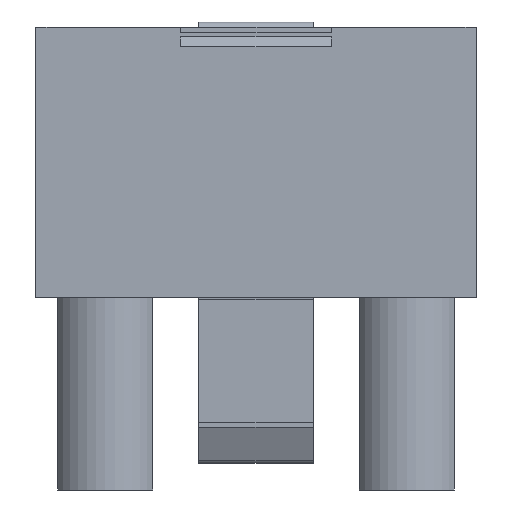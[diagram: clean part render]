
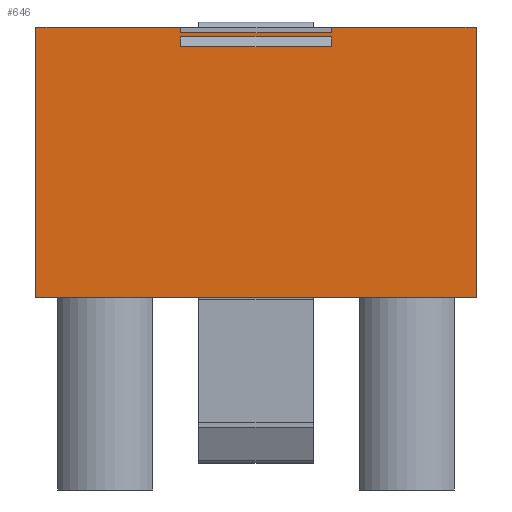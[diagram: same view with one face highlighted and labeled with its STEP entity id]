
A CAD part, front view. The second image highlights one B-rep face of the part: STEP entity #646.
In plain terms, the highlighted planar face has unit normal (0, -1, 0).
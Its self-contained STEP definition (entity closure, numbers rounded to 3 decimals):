
#571=AXIS2_PLACEMENT_3D('Plane Axis2P3D',#568,#569,#570) ;
#36=CARTESIAN_POINT('Line Origine',(18.585,0.5,23.375)) ;
#40=CARTESIAN_POINT('Vertex',(22.24,0.5,23.375)) ;
#42=CARTESIAN_POINT('Vertex',(14.93,0.5,23.375)) ;
#119=CARTESIAN_POINT('Vertex',(0.,0.5,23.375)) ;
#122=CARTESIAN_POINT('Line Origine',(3.655,0.5,23.375)) ;
#126=CARTESIAN_POINT('Vertex',(7.31,0.5,23.375)) ;
#366=CARTESIAN_POINT('Vertex',(22.24,0.5,9.75)) ;
#369=CARTESIAN_POINT('Line Origine',(11.12,0.5,9.75)) ;
#373=CARTESIAN_POINT('Vertex',(0.,0.5,9.75)) ;
#568=CARTESIAN_POINT('Axis2P3D Location',(0.,0.5,23.375)) ;
#573=CARTESIAN_POINT('Line Origine',(0.,0.5,16.563)) ;
#578=CARTESIAN_POINT('Line Origine',(22.24,0.5,16.563)) ;
#583=CARTESIAN_POINT('Line Origine',(14.93,0.5,23.238)) ;
#587=CARTESIAN_POINT('Vertex',(14.93,0.5,23.1)) ;
#590=CARTESIAN_POINT('Line Origine',(11.12,0.5,23.1)) ;
#594=CARTESIAN_POINT('Vertex',(7.31,0.5,23.1)) ;
#597=CARTESIAN_POINT('Line Origine',(7.31,0.5,23.238)) ;
#612=CARTESIAN_POINT('Line Origine',(11.12,0.5,22.9)) ;
#616=CARTESIAN_POINT('Vertex',(7.31,0.5,22.9)) ;
#618=CARTESIAN_POINT('Vertex',(14.93,0.5,22.9)) ;
#621=CARTESIAN_POINT('Line Origine',(14.93,0.5,22.65)) ;
#625=CARTESIAN_POINT('Vertex',(14.93,0.5,22.4)) ;
#628=CARTESIAN_POINT('Line Origine',(11.12,0.5,22.4)) ;
#632=CARTESIAN_POINT('Vertex',(7.31,0.5,22.4)) ;
#635=CARTESIAN_POINT('Line Origine',(7.31,0.5,22.65)) ;
#37=DIRECTION('Vector Direction',(1.,0.,0.)) ;
#123=DIRECTION('Vector Direction',(1.,0.,0.)) ;
#370=DIRECTION('Vector Direction',(1.,0.,0.)) ;
#569=DIRECTION('Axis2P3D Direction',(0.,-1.,0.)) ;
#570=DIRECTION('Axis2P3D XDirection',(0.,0.,-1.)) ;
#574=DIRECTION('Vector Direction',(0.,0.,-1.)) ;
#579=DIRECTION('Vector Direction',(0.,0.,-1.)) ;
#584=DIRECTION('Vector Direction',(0.,0.,-1.)) ;
#591=DIRECTION('Vector Direction',(-1.,0.,0.)) ;
#598=DIRECTION('Vector Direction',(0.,0.,-1.)) ;
#613=DIRECTION('Vector Direction',(1.,0.,0.)) ;
#622=DIRECTION('Vector Direction',(0.,0.,-1.)) ;
#629=DIRECTION('Vector Direction',(1.,0.,0.)) ;
#636=DIRECTION('Vector Direction',(0.,0.,-1.)) ;
#38=VECTOR('Line Direction',#37,1.) ;
#124=VECTOR('Line Direction',#123,1.) ;
#371=VECTOR('Line Direction',#370,1.) ;
#575=VECTOR('Line Direction',#574,1.) ;
#580=VECTOR('Line Direction',#579,1.) ;
#585=VECTOR('Line Direction',#584,1.) ;
#592=VECTOR('Line Direction',#591,1.) ;
#599=VECTOR('Line Direction',#598,1.) ;
#614=VECTOR('Line Direction',#613,1.) ;
#623=VECTOR('Line Direction',#622,1.) ;
#630=VECTOR('Line Direction',#629,1.) ;
#637=VECTOR('Line Direction',#636,1.) ;
#603=ORIENTED_EDGE('',*,*,#128,.T.) ;
#604=ORIENTED_EDGE('',*,*,#577,.F.) ;
#605=ORIENTED_EDGE('',*,*,#375,.F.) ;
#606=ORIENTED_EDGE('',*,*,#582,.T.) ;
#607=ORIENTED_EDGE('',*,*,#44,.T.) ;
#608=ORIENTED_EDGE('',*,*,#589,.T.) ;
#609=ORIENTED_EDGE('',*,*,#596,.F.) ;
#610=ORIENTED_EDGE('',*,*,#601,.F.) ;
#641=ORIENTED_EDGE('',*,*,#620,.T.) ;
#642=ORIENTED_EDGE('',*,*,#627,.F.) ;
#643=ORIENTED_EDGE('',*,*,#634,.F.) ;
#644=ORIENTED_EDGE('',*,*,#639,.T.) ;
#645=FACE_BOUND('',#640,.T.) ;
#646=ADVANCED_FACE('HOUSING',(#611,#645),#572,.T.) ;
#44=EDGE_CURVE('',#41,#43,#39,.F.) ;
#128=EDGE_CURVE('',#127,#120,#125,.F.) ;
#375=EDGE_CURVE('',#367,#374,#372,.F.) ;
#577=EDGE_CURVE('',#374,#120,#576,.F.) ;
#582=EDGE_CURVE('',#367,#41,#581,.F.) ;
#589=EDGE_CURVE('',#43,#588,#586,.T.) ;
#596=EDGE_CURVE('',#595,#588,#593,.F.) ;
#601=EDGE_CURVE('',#127,#595,#600,.T.) ;
#620=EDGE_CURVE('',#617,#619,#615,.T.) ;
#627=EDGE_CURVE('',#626,#619,#624,.F.) ;
#634=EDGE_CURVE('',#633,#626,#631,.T.) ;
#639=EDGE_CURVE('',#633,#617,#638,.F.) ;
#602=EDGE_LOOP('',(#603,#604,#605,#606,#607,#608,#609,#610)) ;
#640=EDGE_LOOP('',(#641,#642,#643,#644)) ;
#611=FACE_OUTER_BOUND('',#602,.T.) ;
#39=LINE('Line',#36,#38) ;
#125=LINE('Line',#122,#124) ;
#372=LINE('Line',#369,#371) ;
#576=LINE('Line',#573,#575) ;
#581=LINE('Line',#578,#580) ;
#586=LINE('Line',#583,#585) ;
#593=LINE('Line',#590,#592) ;
#600=LINE('Line',#597,#599) ;
#615=LINE('Line',#612,#614) ;
#624=LINE('Line',#621,#623) ;
#631=LINE('Line',#628,#630) ;
#638=LINE('Line',#635,#637) ;
#572=PLANE('',#571) ;
#41=VERTEX_POINT('',#40) ;
#43=VERTEX_POINT('',#42) ;
#120=VERTEX_POINT('',#119) ;
#127=VERTEX_POINT('',#126) ;
#367=VERTEX_POINT('',#366) ;
#374=VERTEX_POINT('',#373) ;
#588=VERTEX_POINT('',#587) ;
#595=VERTEX_POINT('',#594) ;
#617=VERTEX_POINT('',#616) ;
#619=VERTEX_POINT('',#618) ;
#626=VERTEX_POINT('',#625) ;
#633=VERTEX_POINT('',#632) ;
